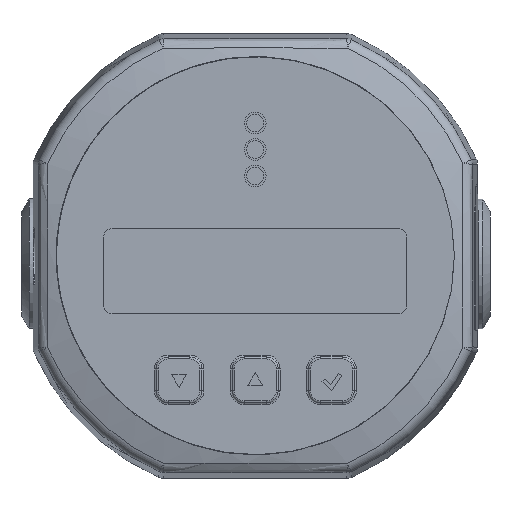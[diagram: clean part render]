
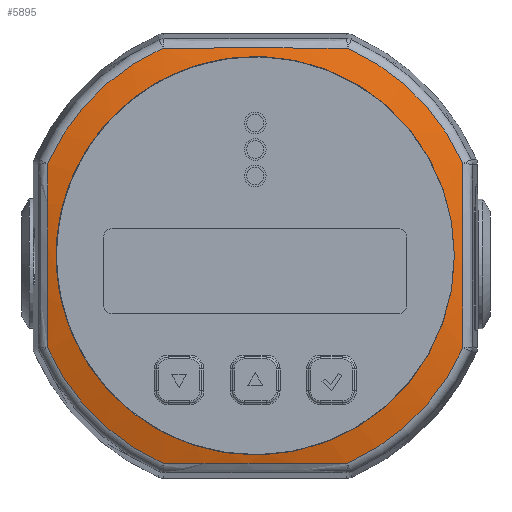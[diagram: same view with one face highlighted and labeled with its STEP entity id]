
A CAD part, top view. The second image highlights one B-rep face of the part: STEP entity #5895.
In plain terms, the highlighted conical face has half-angle 75 degrees and reference radius 37 mm.
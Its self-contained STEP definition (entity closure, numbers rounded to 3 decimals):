
#62=CONICAL_SURFACE('',#6683,37.,1.309);
#134=B_SPLINE_CURVE_WITH_KNOTS('',3,(#10568,#10569,#10570,#10571,#10572,
#10573,#10574,#10575,#10576,#10577),.UNSPECIFIED.,.F.,.F.,(4,2,2,2,4),(0.,
0.007,0.015,0.022,0.03),
 .UNSPECIFIED.);
#137=B_SPLINE_CURVE_WITH_KNOTS('',3,(#10679,#10680,#10681,#10682,#10683,
#10684,#10685,#10686,#10687,#10688),.UNSPECIFIED.,.F.,.F.,(4,2,2,2,4),(0.,
0.007,0.015,0.022,0.03),
 .UNSPECIFIED.);
#138=B_SPLINE_CURVE_WITH_KNOTS('',3,(#10750,#10751,#10752,#10753,#10754,
#10755,#10756,#10757,#10758,#10759),.UNSPECIFIED.,.F.,.F.,(4,2,2,2,4),(0.,
0.007,0.015,0.022,0.03),
 .UNSPECIFIED.);
#141=B_SPLINE_CURVE_WITH_KNOTS('',3,(#10861,#10862,#10863,#10864,#10865,
#10866,#10867,#10868,#10869,#10870),.UNSPECIFIED.,.F.,.F.,(4,2,2,2,4),(0.,
0.007,0.015,0.022,0.03),
 .UNSPECIFIED.);
#383=FACE_BOUND('',#1173,.T.);
#737=FACE_OUTER_BOUND('',#1172,.T.);
#1172=EDGE_LOOP('',(#5330,#5331,#5332,#5333,#5334,#5335,#5336,#5337));
#1173=EDGE_LOOP('',(#5338));
#2320=CIRCLE('',#6643,36.504);
#2332=CIRCLE('',#6660,36.504);
#2336=CIRCLE('',#6665,36.504);
#2348=CIRCLE('',#6682,36.504);
#2349=CIRCLE('',#6684,32.);
#2872=VERTEX_POINT('',#10519);
#2875=VERTEX_POINT('',#10524);
#2879=VERTEX_POINT('',#10566);
#2880=VERTEX_POINT('',#10642);
#2885=VERTEX_POINT('',#10699);
#2886=VERTEX_POINT('',#10704);
#2891=VERTEX_POINT('',#10748);
#2892=VERTEX_POINT('',#10824);
#2896=VERTEX_POINT('',#10883);
#3682=EDGE_CURVE('',#2872,#2875,#2320,.T.);
#3688=EDGE_CURVE('',#2875,#2879,#134,.T.);
#3692=EDGE_CURVE('',#2880,#2872,#137,.T.);
#3698=EDGE_CURVE('',#2879,#2885,#2332,.T.);
#3702=EDGE_CURVE('',#2886,#2880,#2336,.T.);
#3708=EDGE_CURVE('',#2885,#2891,#138,.T.);
#3712=EDGE_CURVE('',#2892,#2886,#141,.T.);
#3718=EDGE_CURVE('',#2891,#2892,#2348,.T.);
#3719=EDGE_CURVE('',#2896,#2896,#2349,.T.);
#5330=ORIENTED_EDGE('',*,*,#3712,.T.);
#5331=ORIENTED_EDGE('',*,*,#3702,.T.);
#5332=ORIENTED_EDGE('',*,*,#3692,.T.);
#5333=ORIENTED_EDGE('',*,*,#3682,.T.);
#5334=ORIENTED_EDGE('',*,*,#3688,.T.);
#5335=ORIENTED_EDGE('',*,*,#3698,.T.);
#5336=ORIENTED_EDGE('',*,*,#3708,.T.);
#5337=ORIENTED_EDGE('',*,*,#3718,.T.);
#5338=ORIENTED_EDGE('',*,*,#3719,.F.);
#5895=ADVANCED_FACE('',(#737,#383),#62,.T.);
#6643=AXIS2_PLACEMENT_3D('',#10526,#8507,#8508);
#6660=AXIS2_PLACEMENT_3D('',#10701,#8541,#8542);
#6665=AXIS2_PLACEMENT_3D('',#10708,#8551,#8552);
#6682=AXIS2_PLACEMENT_3D('',#10881,#8585,#8586);
#6683=AXIS2_PLACEMENT_3D('',#10882,#8587,#8588);
#6684=AXIS2_PLACEMENT_3D('',#10884,#8589,#8590);
#8507=DIRECTION('center_axis',(0.,0.,
1.));
#8508=DIRECTION('ref_axis',(-1.,0.,0.));
#8541=DIRECTION('center_axis',(0.,0.,
1.));
#8542=DIRECTION('ref_axis',(-1.,0.,0.));
#8551=DIRECTION('center_axis',(0.,0.,
1.));
#8552=DIRECTION('ref_axis',(-1.,0.,0.));
#8585=DIRECTION('center_axis',(0.,0.,
1.));
#8586=DIRECTION('ref_axis',(-1.,0.,0.));
#8587=DIRECTION('center_axis',(0.,0.,
-1.));
#8588=DIRECTION('ref_axis',(-1.,0.,0.));
#8589=DIRECTION('center_axis',(0.,0.,
1.));
#8590=DIRECTION('ref_axis',(1.,0.,0.));
#10519=CARTESIAN_POINT('',(4.118,-13.611,69.193));
#10524=CARTESIAN_POINT('',(22.671,-32.164,69.193));
#10526=CARTESIAN_POINT('Origin',(37.482,1.2,69.193));
#10566=CARTESIAN_POINT('',(52.293,-32.164,69.193));
#10568=CARTESIAN_POINT('Ctrl Pts',(22.671,-32.164,69.193));
#10569=CARTESIAN_POINT('Ctrl Pts',(25.132,-32.168,69.46));
#10570=CARTESIAN_POINT('Ctrl Pts',(27.596,-32.172,69.671));
#10571=CARTESIAN_POINT('Ctrl Pts',(32.531,-32.178,69.956));
#10572=CARTESIAN_POINT('Ctrl Pts',(35.003,-32.179,70.03));
#10573=CARTESIAN_POINT('Ctrl Pts',(39.955,-32.179,70.03));
#10574=CARTESIAN_POINT('Ctrl Pts',(42.427,-32.178,69.956));
#10575=CARTESIAN_POINT('Ctrl Pts',(47.365,-32.172,69.671));
#10576=CARTESIAN_POINT('Ctrl Pts',(49.832,-32.168,69.46));
#10577=CARTESIAN_POINT('Ctrl Pts',(52.293,-32.164,69.193));
#10642=CARTESIAN_POINT('',(4.118,16.011,69.193));
#10679=CARTESIAN_POINT('Ctrl Pts',(4.118,16.011,69.193));
#10680=CARTESIAN_POINT('Ctrl Pts',(4.114,13.55,69.46));
#10681=CARTESIAN_POINT('Ctrl Pts',(4.11,11.086,69.671));
#10682=CARTESIAN_POINT('Ctrl Pts',(4.104,6.151,69.956));
#10683=CARTESIAN_POINT('Ctrl Pts',(4.103,3.679,70.03));
#10684=CARTESIAN_POINT('Ctrl Pts',(4.103,-1.273,70.03));
#10685=CARTESIAN_POINT('Ctrl Pts',(4.104,-3.745,69.956));
#10686=CARTESIAN_POINT('Ctrl Pts',(4.11,-8.683,69.671));
#10687=CARTESIAN_POINT('Ctrl Pts',(4.114,-11.15,69.46));
#10688=CARTESIAN_POINT('Ctrl Pts',(4.118,-13.611,69.193));
#10699=CARTESIAN_POINT('',(70.846,-13.611,69.193));
#10701=CARTESIAN_POINT('Origin',(37.482,1.2,69.193));
#10704=CARTESIAN_POINT('',(22.671,34.564,69.193));
#10708=CARTESIAN_POINT('Origin',(37.482,1.2,69.193));
#10748=CARTESIAN_POINT('',(70.846,16.011,69.193));
#10750=CARTESIAN_POINT('Ctrl Pts',(70.846,-13.611,69.193));
#10751=CARTESIAN_POINT('Ctrl Pts',(70.85,-11.15,69.46));
#10752=CARTESIAN_POINT('Ctrl Pts',(70.854,-8.686,69.671));
#10753=CARTESIAN_POINT('Ctrl Pts',(70.86,-3.751,69.956));
#10754=CARTESIAN_POINT('Ctrl Pts',(70.861,-1.279,70.03));
#10755=CARTESIAN_POINT('Ctrl Pts',(70.861,3.673,70.03));
#10756=CARTESIAN_POINT('Ctrl Pts',(70.86,6.145,69.956));
#10757=CARTESIAN_POINT('Ctrl Pts',(70.854,11.083,69.671));
#10758=CARTESIAN_POINT('Ctrl Pts',(70.85,13.55,69.46));
#10759=CARTESIAN_POINT('Ctrl Pts',(70.846,16.011,69.193));
#10824=CARTESIAN_POINT('',(52.293,34.564,69.193));
#10861=CARTESIAN_POINT('Ctrl Pts',(52.293,34.564,69.193));
#10862=CARTESIAN_POINT('Ctrl Pts',(49.832,34.568,69.46));
#10863=CARTESIAN_POINT('Ctrl Pts',(47.368,34.572,69.671));
#10864=CARTESIAN_POINT('Ctrl Pts',(42.433,34.578,69.956));
#10865=CARTESIAN_POINT('Ctrl Pts',(39.961,34.579,70.03));
#10866=CARTESIAN_POINT('Ctrl Pts',(35.009,34.579,70.03));
#10867=CARTESIAN_POINT('Ctrl Pts',(32.537,34.578,69.956));
#10868=CARTESIAN_POINT('Ctrl Pts',(27.599,34.572,69.671));
#10869=CARTESIAN_POINT('Ctrl Pts',(25.132,34.568,69.46));
#10870=CARTESIAN_POINT('Ctrl Pts',(22.671,34.564,69.193));
#10881=CARTESIAN_POINT('Origin',(37.482,1.2,69.193));
#10882=CARTESIAN_POINT('Origin',(37.482,1.2,69.06));
#10883=CARTESIAN_POINT('',(69.482,1.2,70.4));
#10884=CARTESIAN_POINT('Origin',(37.482,1.2,70.4));
